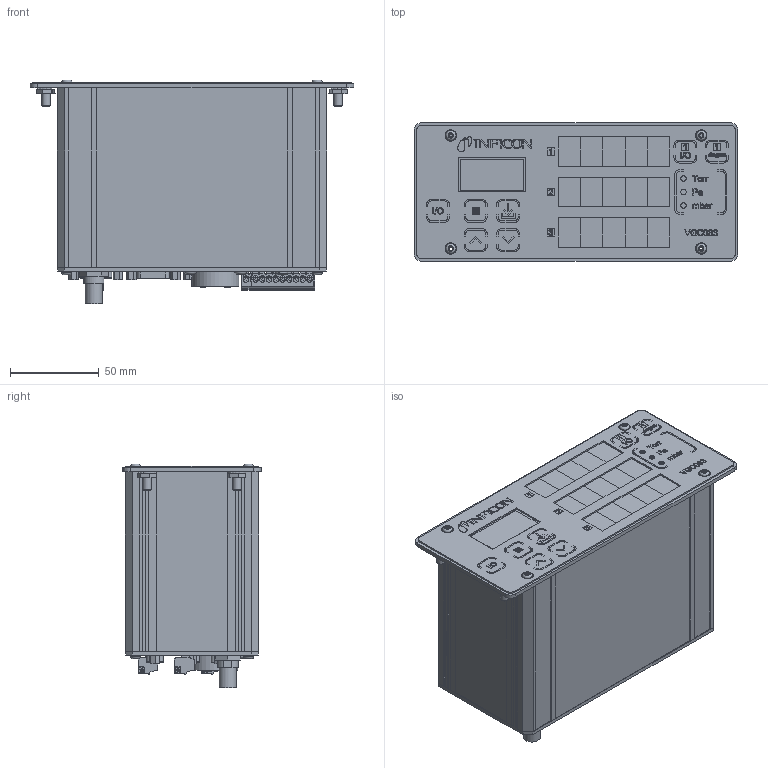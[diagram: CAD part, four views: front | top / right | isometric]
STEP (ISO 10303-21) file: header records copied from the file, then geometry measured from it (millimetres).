
FILE_DESCRIPTION (( 'STEP AP214' ), '1' );
FILE_NAME ('399-701.STEP', '2018-02-09T22:50:47', ( '' ), ( '' ), 'SwSTEP 2.0', 'SolidWorks 2013', '' );
FILE_SCHEMA (( 'AUTOMOTIVE_DESIGN' ));
Length unit declared in the file: inch
Products named in the file (1): 399-701
Bounding box: 182.88 x 78.23 x 126.52 mm (x, y, z)
Surface area: 129608 mm2 (no closed solid volume)
Topology: 0 solids, 280 shells, 2242 faces, 13207 edges, 11040 vertices
Faces by surface type: plane 1368, cylinder 600, bspline 168, cone 62, torus 44
Full cylindrical faces by diameter (mm): 0.457 x3, 0.965 x18, 1.016 x28, 2.54 x10, 2.9 x27, 3.175 x3, 3.302 x14, 4.318 x3, 4.801 x4, 5.588 x8, 6.502 x4, 6.655 x4, 7.163 x1, 8.128 x1, 9.601 x1, 18.288 x1, 26.67 x1, 27.94 x1
Entity records: 170996 total; most frequent: CARTESIAN_POINT 47226, DIRECTION 17066, ORIENTED_EDGE 16941, EDGE_CURVE 13022, VERTEX_POINT 11021, LINE 8874, VECTOR 8874, AXIS2_PLACEMENT_3D 4096
